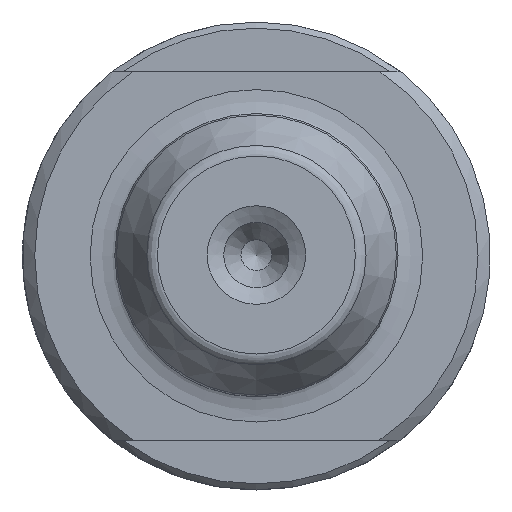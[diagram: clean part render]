
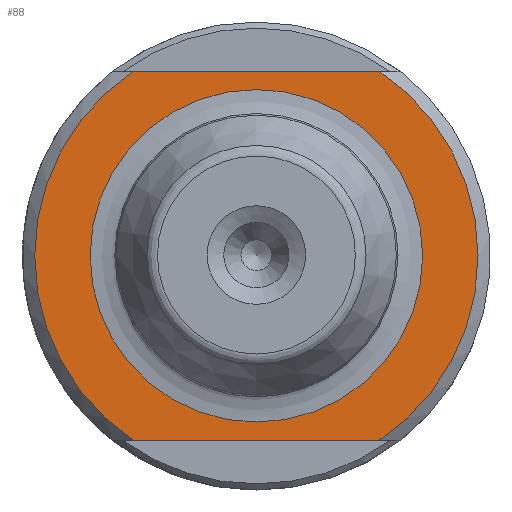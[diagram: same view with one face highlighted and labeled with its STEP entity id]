
A CAD part, top view. The second image highlights one B-rep face of the part: STEP entity #88.
In plain terms, the highlighted planar face has unit normal (0, 0, 1).
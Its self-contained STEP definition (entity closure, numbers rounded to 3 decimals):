
#40=PLANE('',#605);
#88=ADVANCED_FACE('',(#156,#157),#40,.T.);
#142=LINE('',#915,#150);
#143=LINE('',#916,#151);
#150=VECTOR('',#712,1.);
#151=VECTOR('',#713,1.);
#156=FACE_BOUND('',#230,.T.);
#157=FACE_BOUND('',#231,.T.);
#230=EDGE_LOOP('',(#321,#322,#323,#324));
#231=EDGE_LOOP('',(#325));
#321=ORIENTED_EDGE('',*,*,#487,.F.);
#322=ORIENTED_EDGE('',*,*,#484,.T.);
#323=ORIENTED_EDGE('',*,*,#488,.T.);
#324=ORIENTED_EDGE('',*,*,#482,.T.);
#325=ORIENTED_EDGE('',*,*,#489,.T.);
#429=VERTEX_POINT('',#895);
#430=VERTEX_POINT('',#897);
#431=VERTEX_POINT('',#904);
#432=VERTEX_POINT('',#905);
#433=VERTEX_POINT('',#918);
#482=EDGE_CURVE('',#430,#429,#535,.T.);
#484=EDGE_CURVE('',#431,#432,#536,.T.);
#487=EDGE_CURVE('',#431,#429,#142,.T.);
#488=EDGE_CURVE('',#432,#430,#143,.T.);
#489=EDGE_CURVE('',#433,#433,#537,.T.);
#535=CIRCLE('',#600,18.);
#536=CIRCLE('',#602,18.);
#537=CIRCLE('',#604,13.5);
#600=AXIS2_PLACEMENT_3D('',#896,#704,#705);
#602=AXIS2_PLACEMENT_3D('',#903,#708,#709);
#604=AXIS2_PLACEMENT_3D('',#917,#714,#715);
#605=AXIS2_PLACEMENT_3D('',#919,#716,#717);
#704=DIRECTION('',(0.,0.,1.));
#705=DIRECTION('',(0.,-1.,0.));
#708=DIRECTION('',(0.,0.,1.));
#709=DIRECTION('',(0.,-1.,0.));
#712=DIRECTION('',(1.,0.,0.));
#713=DIRECTION('',(1.,0.,0.));
#714=DIRECTION('',(0.,0.,-1.));
#715=DIRECTION('',(0.,-1.,0.));
#716=DIRECTION('',(0.,0.,1.));
#717=DIRECTION('',(0.,-1.,0.));
#895=CARTESIAN_POINT('',(9.95,15.,10.));
#896=CARTESIAN_POINT('',(0.,0.,10.));
#897=CARTESIAN_POINT('',(9.95,-15.,10.));
#903=CARTESIAN_POINT('',(0.,0.,10.));
#904=CARTESIAN_POINT('',(-9.95,15.,10.));
#905=CARTESIAN_POINT('',(-9.95,-15.,10.));
#915=CARTESIAN_POINT('',(-20.9,15.,10.));
#916=CARTESIAN_POINT('',(-20.9,-15.,10.));
#917=CARTESIAN_POINT('',(0.,0.,10.));
#918=CARTESIAN_POINT('',(0.,-13.5,10.));
#919=CARTESIAN_POINT('',(0.,8.5,10.));
